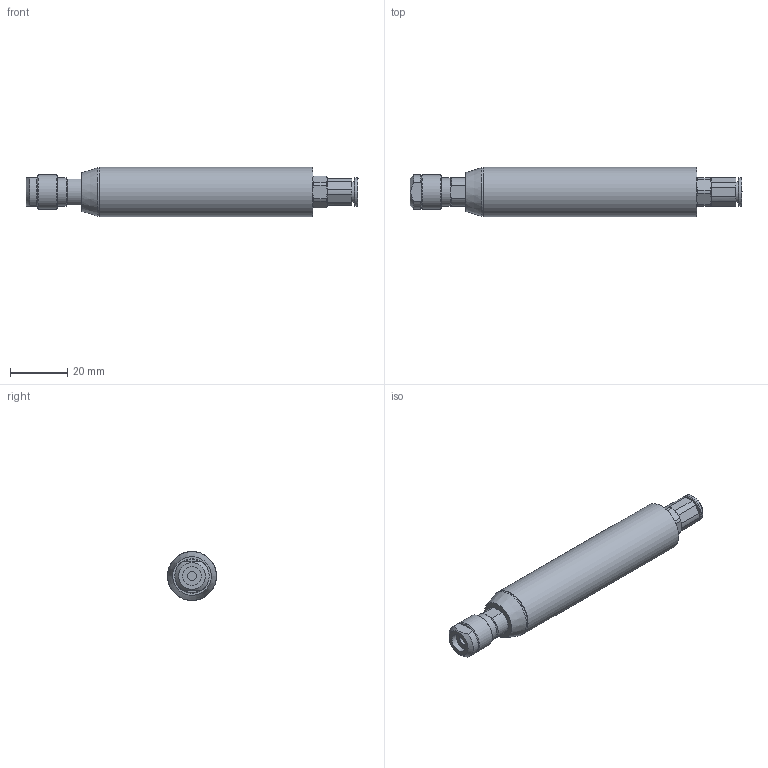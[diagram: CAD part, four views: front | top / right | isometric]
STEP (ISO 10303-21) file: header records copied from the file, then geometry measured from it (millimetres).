
FILE_DESCRIPTION(/* description */ ('ES 804 ER'),/* implementation_level */ '2;1');
FILE_NAME(/* name */ 'ES 804 ER_60051247.stp',/* time_stamp */ '2023-08-30T09:29:56+02:00',/* author */ ('DSteinicke'),/* organization */ (''),/* preprocessor_version */ 'ST-DEVELOPER v19.2',/* originating_system */ 'Autodesk Inventor 2024',/* authorisation */ '');
FILE_SCHEMA (('AUTOMOTIVE_DESIGN { 1 0 10303 214 3 1 1 }'));
Length unit declared in the file: millimetre
Products named in the file (1): 60051247
Bounding box: 116.1 x 17.2 x 17.2 mm (x, y, z)
Volume: 21302.1 mm3; surface area: 6260 mm2
Topology: 1 solids, 1 shells, 89 faces, 193 edges, 117 vertices
Faces by surface type: plane 39, cylinder 26, cone 23, torus 1
Full cylindrical faces by diameter (mm): 3 x1, 6 x1, 6.5 x1, 7.2 x1, 9.9 x1, 10 x1, 12 x1, 16.1 x1, 17 x1, 17.2 x1
Entity records: 2555 total; most frequent: CARTESIAN_POINT 470, DIRECTION 429, ORIENTED_EDGE 386, EDGE_CURVE 193, AXIS2_PLACEMENT_3D 181, VERTEX_POINT 117, EDGE_LOOP 100, CIRCLE 91
